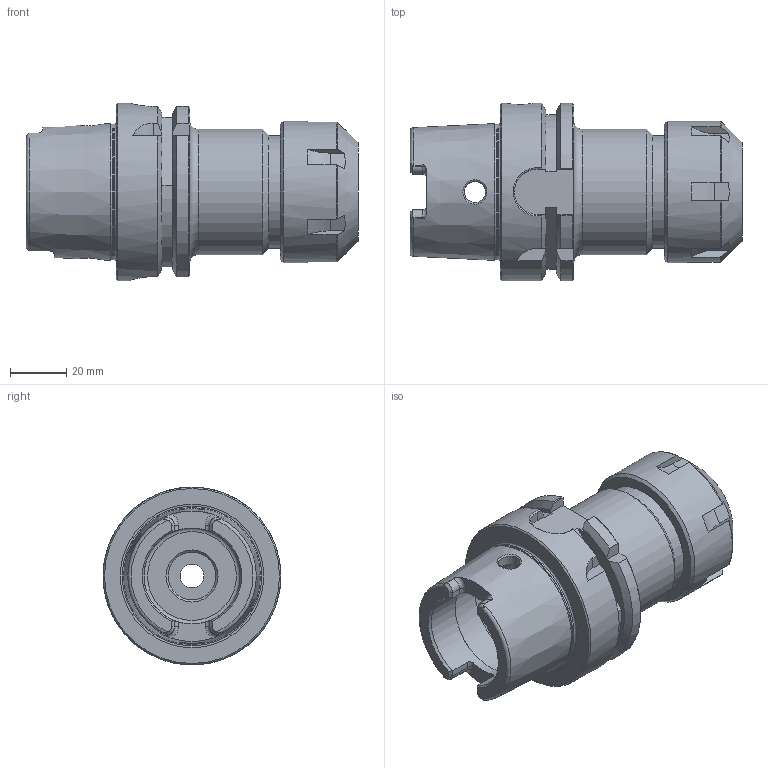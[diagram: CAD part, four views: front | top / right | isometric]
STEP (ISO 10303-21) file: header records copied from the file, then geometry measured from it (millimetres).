
FILE_DESCRIPTION((''),'2;1');
FILE_NAME('H63-32ERC337.stp','2014-08-25T17:16:24',('kaykin'),(''),'Autodesk Inventor 2012','Autodesk Inventor 2012','');
FILE_SCHEMA(('AUTOMOTIVE_DESIGN { 1 0 10303 214 1 1 1 1 }'));
Length unit declared in the file: inch
Products named in the file (3): H63-32ERC337; H63-32ER3-1; 32ERCN
Assembly tree (2 placements, depth 2):
  H63-32ERC337
    H63-32ER3-1
    32ERCN
Bounding box: 117.6 x 63 x 63 mm (x, y, z)
Volume: 140485.8 mm3; surface area: 40978 mm2
Topology: 2 solids, 2 shells, 184 faces, 481 edges, 307 vertices
Faces by surface type: plane 76, cylinder 48, cone 30, torus 19, bspline 11
Full cylindrical faces by diameter (mm): 7.5 x2, 8.4 x1, 10 x1, 16.916 x1, 18.923 x1, 19.016 x1, 23.495 x1, 27 x1, 33 x1, 34 x2, 38.65 x1, 40 x2, 41 x1, 44.45 x1, 48.041 x1, 50 x1, 63 x1
Entity records: 6346 total; most frequent: CARTESIAN_POINT 2087, ORIENTED_EDGE 848, DIRECTION 779, EDGE_CURVE 424, AXIS2_PLACEMENT_3D 321, VERTEX_POINT 293, EDGE_LOOP 241, FACE_OUTER_BOUND 184
